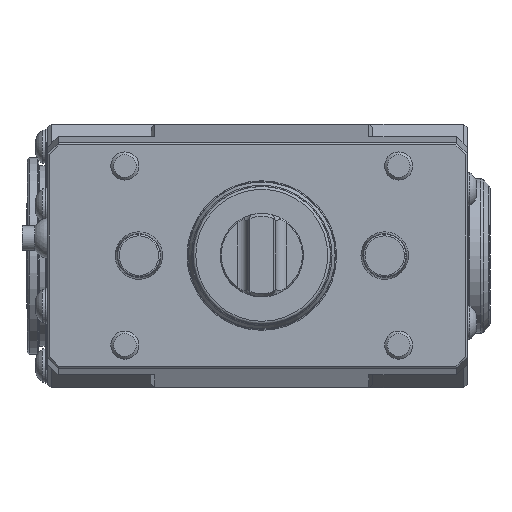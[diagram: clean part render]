
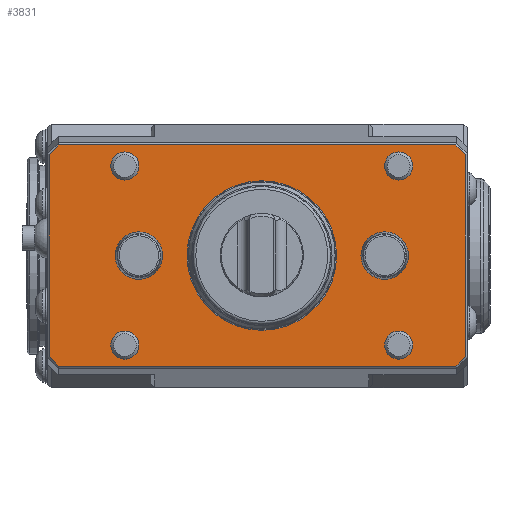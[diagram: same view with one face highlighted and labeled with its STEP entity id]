
A CAD part, top view. The second image highlights one B-rep face of the part: STEP entity #3831.
In plain terms, the highlighted planar face has unit normal (0, 0, 1).
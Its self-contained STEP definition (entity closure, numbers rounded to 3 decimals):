
#297=LINE('',#6570,#552);
#299=LINE('',#6574,#554);
#302=LINE('',#6580,#557);
#303=LINE('',#6582,#558);
#306=LINE('',#6587,#561);
#308=LINE('',#6591,#563);
#312=LINE('',#6599,#567);
#314=LINE('',#6602,#569);
#552=VECTOR('',#5070,1000.);
#554=VECTOR('',#5074,1000.);
#557=VECTOR('',#5079,1000.);
#558=VECTOR('',#5082,1000.);
#561=VECTOR('',#5087,1000.);
#563=VECTOR('',#5091,1000.);
#567=VECTOR('',#5097,1000.);
#569=VECTOR('',#5101,1000.);
#1341=ORIENTED_EDGE('',*,*,#2081,.T.);
#1342=ORIENTED_EDGE('',*,*,#2082,.T.);
#1343=ORIENTED_EDGE('',*,*,#2083,.T.);
#1344=ORIENTED_EDGE('',*,*,#2084,.T.);
#1345=ORIENTED_EDGE('',*,*,#2085,.T.);
#1346=ORIENTED_EDGE('',*,*,#2086,.T.);
#1347=ORIENTED_EDGE('',*,*,#2080,.T.);
#1348=ORIENTED_EDGE('',*,*,#2078,.T.);
#1349=ORIENTED_EDGE('',*,*,#2074,.T.);
#1350=ORIENTED_EDGE('',*,*,#2072,.T.);
#1351=ORIENTED_EDGE('',*,*,#2069,.T.);
#1352=ORIENTED_EDGE('',*,*,#2068,.T.);
#1353=ORIENTED_EDGE('',*,*,#2065,.T.);
#1354=ORIENTED_EDGE('',*,*,#2063,.T.);
#1355=ORIENTED_EDGE('',*,*,#2060,.T.);
#2060=EDGE_CURVE('',#2473,#2473,#2688,.T.);
#2063=EDGE_CURVE('',#2474,#2475,#297,.T.);
#2065=EDGE_CURVE('',#2476,#2474,#299,.T.);
#2068=EDGE_CURVE('',#2478,#2476,#302,.T.);
#2069=EDGE_CURVE('',#2479,#2478,#303,.T.);
#2072=EDGE_CURVE('',#2480,#2479,#306,.T.);
#2074=EDGE_CURVE('',#2481,#2480,#308,.T.);
#2078=EDGE_CURVE('',#2482,#2481,#312,.T.);
#2080=EDGE_CURVE('',#2475,#2482,#314,.T.);
#2081=EDGE_CURVE('',#2484,#2484,#2689,.T.);
#2082=EDGE_CURVE('',#2485,#2485,#2690,.T.);
#2083=EDGE_CURVE('',#2486,#2486,#2691,.T.);
#2084=EDGE_CURVE('',#2487,#2487,#2692,.T.);
#2085=EDGE_CURVE('',#2488,#2488,#2693,.T.);
#2086=EDGE_CURVE('',#2489,#2489,#2694,.T.);
#2473=VERTEX_POINT('',#6564);
#2474=VERTEX_POINT('',#6567);
#2475=VERTEX_POINT('',#6569);
#2476=VERTEX_POINT('',#6573);
#2478=VERTEX_POINT('',#6578);
#2479=VERTEX_POINT('',#6583);
#2480=VERTEX_POINT('',#6588);
#2481=VERTEX_POINT('',#6592);
#2482=VERTEX_POINT('',#6596);
#2484=VERTEX_POINT('',#6605);
#2485=VERTEX_POINT('',#6607);
#2486=VERTEX_POINT('',#6609);
#2487=VERTEX_POINT('',#6611);
#2488=VERTEX_POINT('',#6613);
#2489=VERTEX_POINT('',#6615);
#2688=CIRCLE('',#4178,21.3);
#2689=CIRCLE('',#4188,6.75);
#2690=CIRCLE('',#4189,6.75);
#2691=CIRCLE('',#4190,4.);
#2692=CIRCLE('',#4191,4.);
#2693=CIRCLE('',#4192,4.);
#2694=CIRCLE('',#4193,4.);
#2999=EDGE_LOOP('',(#1341));
#3000=EDGE_LOOP('',(#1342));
#3001=EDGE_LOOP('',(#1343));
#3002=EDGE_LOOP('',(#1344));
#3003=EDGE_LOOP('',(#1345));
#3004=EDGE_LOOP('',(#1346));
#3005=EDGE_LOOP('',(#1347,#1348,#1349,#1350,#1351,#1352,#1353,#1354));
#3006=EDGE_LOOP('',(#1355));
#3370=FACE_BOUND('',#2999,.T.);
#3371=FACE_BOUND('',#3000,.T.);
#3372=FACE_BOUND('',#3001,.T.);
#3373=FACE_BOUND('',#3002,.T.);
#3374=FACE_BOUND('',#3003,.T.);
#3375=FACE_BOUND('',#3004,.T.);
#3376=FACE_BOUND('',#3005,.T.);
#3377=FACE_BOUND('',#3006,.T.);
#3636=PLANE('',#4187);
#3831=ADVANCED_FACE('',(#3370,#3371,#3372,#3373,#3374,#3375,#3376,#3377),
#3636,.F.);
#4178=AXIS2_PLACEMENT_3D('',#6563,#5064,#5065);
#4187=AXIS2_PLACEMENT_3D('',#6603,#5102,#5103);
#4188=AXIS2_PLACEMENT_3D('',#6604,#5104,#5105);
#4189=AXIS2_PLACEMENT_3D('',#6606,#5106,#5107);
#4190=AXIS2_PLACEMENT_3D('',#6608,#5108,#5109);
#4191=AXIS2_PLACEMENT_3D('',#6610,#5110,#5111);
#4192=AXIS2_PLACEMENT_3D('',#6612,#5112,#5113);
#4193=AXIS2_PLACEMENT_3D('',#6614,#5114,#5115);
#5064=DIRECTION('',(0.,0.,-1.));
#5065=DIRECTION('',(1.,0.,0.));
#5070=DIRECTION('',(0.703,0.711,0.));
#5074=DIRECTION('',(1.,0.,0.));
#5079=DIRECTION('',(0.703,-0.711,0.));
#5082=DIRECTION('',(0.,-1.,0.));
#5087=DIRECTION('',(-0.703,-0.711,0.));
#5091=DIRECTION('',(-1.,0.,0.));
#5097=DIRECTION('',(-0.703,0.711,0.));
#5101=DIRECTION('',(0.,1.,0.));
#5102=DIRECTION('',(0.,0.,-1.));
#5103=DIRECTION('',(1.,0.,0.));
#5104=DIRECTION('',(0.,0.,-1.));
#5105=DIRECTION('',(0.,-1.,0.));
#5106=DIRECTION('',(0.,0.,-1.));
#5107=DIRECTION('',(1.,0.,0.));
#5108=DIRECTION('',(0.,0.,-1.));
#5109=DIRECTION('',(-1.,0.,0.));
#5110=DIRECTION('',(0.,0.,-1.));
#5111=DIRECTION('',(-1.,0.,0.));
#5112=DIRECTION('',(0.,0.,-1.));
#5113=DIRECTION('',(-1.,0.,0.));
#5114=DIRECTION('',(0.,0.,-1.));
#5115=DIRECTION('',(-1.,0.,0.));
#6563=CARTESIAN_POINT('',(0.,0.,0.));
#6564=CARTESIAN_POINT('',(21.3,0.,0.));
#6567=CARTESIAN_POINT('',(55.291,-31.5,0.));
#6569=CARTESIAN_POINT('',(58.,-28.757,0.));
#6570=CARTESIAN_POINT('',(58.144,-28.611,0.));
#6573=CARTESIAN_POINT('',(-57.791,-31.5,0.));
#6574=CARTESIAN_POINT('',(55.5,-31.5,0.));
#6578=CARTESIAN_POINT('',(-60.5,-28.757,0.));
#6580=CARTESIAN_POINT('',(-57.644,-31.649,0.));
#6582=CARTESIAN_POINT('',(-60.5,37.5,0.));
#6583=CARTESIAN_POINT('',(-60.5,28.757,0.));
#6587=CARTESIAN_POINT('',(-60.644,28.611,0.));
#6588=CARTESIAN_POINT('',(-57.791,31.5,0.));
#6591=CARTESIAN_POINT('',(-58.,31.5,0.));
#6592=CARTESIAN_POINT('',(55.291,31.5,0.));
#6596=CARTESIAN_POINT('',(58.,28.757,0.));
#6599=CARTESIAN_POINT('',(55.144,31.649,0.));
#6602=CARTESIAN_POINT('',(58.,37.5,0.));
#6603=CARTESIAN_POINT('',(-61.,37.5,0.));
#6604=CARTESIAN_POINT('',(-35.,0.,0.));
#6605=CARTESIAN_POINT('',(-35.,-6.75,0.));
#6606=CARTESIAN_POINT('',(35.,0.,0.));
#6607=CARTESIAN_POINT('',(41.75,0.,0.));
#6608=CARTESIAN_POINT('',(39.,25.5,0.));
#6609=CARTESIAN_POINT('',(35.,25.5,0.));
#6610=CARTESIAN_POINT('',(39.,-25.5,0.));
#6611=CARTESIAN_POINT('',(35.,-25.5,0.));
#6612=CARTESIAN_POINT('',(-39.,25.5,0.));
#6613=CARTESIAN_POINT('',(-43.,25.5,0.));
#6614=CARTESIAN_POINT('',(-39.,-25.5,0.));
#6615=CARTESIAN_POINT('',(-43.,-25.5,0.));
